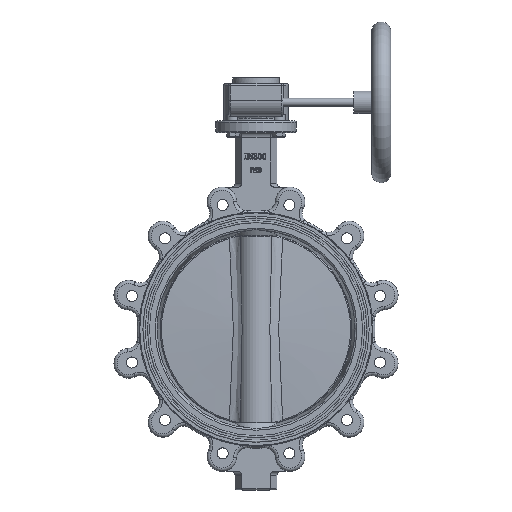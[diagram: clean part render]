
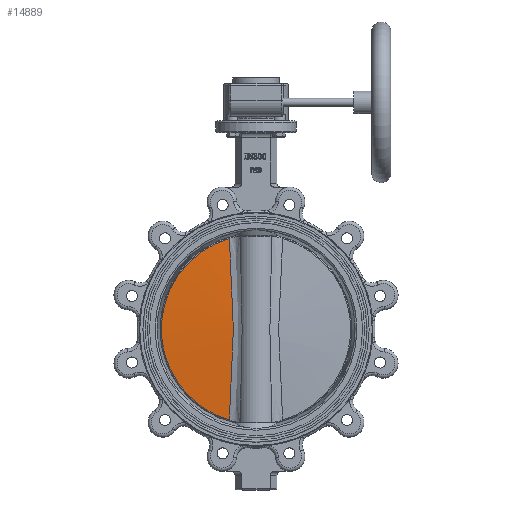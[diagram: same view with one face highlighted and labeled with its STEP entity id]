
A CAD part, top view. The second image highlights one B-rep face of the part: STEP entity #14889.
In plain terms, the highlighted conical face has half-angle 86.5 degrees and reference radius 148.775 mm.
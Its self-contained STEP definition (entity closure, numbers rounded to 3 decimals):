
#589=B_SPLINE_CURVE_WITH_KNOTS('',3,(#28359,#28360,#28361,#28362,#28363,
#28364,#28365,#28366,#28367,#28368,#28369,#28370,#28371),.UNSPECIFIED.,
 .F.,.F.,(4,1,1,1,1,1,1,1,1,1,4),(0.002,0.037,
0.072,0.108,0.125,0.143,
0.161,0.179,0.214,0.249,
0.285),.UNSPECIFIED.);
#808=CONICAL_SURFACE('',#16299,148.775,1.51);
#1773=CIRCLE('',#16300,147.288);
#4480=ORIENTED_EDGE('',*,*,#7301,.T.);
#4481=ORIENTED_EDGE('',*,*,#7302,.T.);
#7301=EDGE_CURVE('',#8889,#8890,#589,.T.);
#7302=EDGE_CURVE('',#8890,#8889,#1773,.F.);
#8889=VERTEX_POINT('',#28372);
#8890=VERTEX_POINT('',#28373);
#11424=EDGE_LOOP('',(#4480,#4481));
#12505=FACE_BOUND('',#11424,.T.);
#14889=ADVANCED_FACE('',(#12505),#808,.T.);
#16299=AXIS2_PLACEMENT_3D('',#28358,#19283,#19284);
#16300=AXIS2_PLACEMENT_3D('',#28374,#19285,#19286);
#19283=DIRECTION('',(0.,1.,0.));
#19284=DIRECTION('',(0.,0.,1.));
#19285=DIRECTION('',(0.,1.,0.));
#19286=DIRECTION('',(0.,0.,1.));
#28358=CARTESIAN_POINT('',(0.,-4.75,0.));
#28359=CARTESIAN_POINT('',(-41.335,-4.841,-141.369));
#28360=CARTESIAN_POINT('',(-40.896,-5.54,-129.593));
#28361=CARTESIAN_POINT('',(-39.966,-6.929,-106.042));
#28362=CARTESIAN_POINT('',(-38.406,-8.951,-70.721));
#28363=CARTESIAN_POINT('',(-36.945,-10.522,-41.283));
#28364=CARTESIAN_POINT('',(-35.834,-11.467,-17.724));
#28365=CARTESIAN_POINT('',(-35.391,-11.78,-0.015));
#28366=CARTESIAN_POINT('',(-35.833,-11.468,17.694));
#28367=CARTESIAN_POINT('',(-36.944,-10.523,41.261));
#28368=CARTESIAN_POINT('',(-38.405,-8.952,70.705));
#28369=CARTESIAN_POINT('',(-39.965,-6.93,106.034));
#28370=CARTESIAN_POINT('',(-40.896,-5.54,129.59));
#28371=CARTESIAN_POINT('',(-41.335,-4.841,141.369));
#28372=CARTESIAN_POINT('',(-41.335,-4.841,-141.369));
#28373=CARTESIAN_POINT('',(-41.335,-4.841,141.369));
#28374=CARTESIAN_POINT('',(0.,-4.841,0.));
